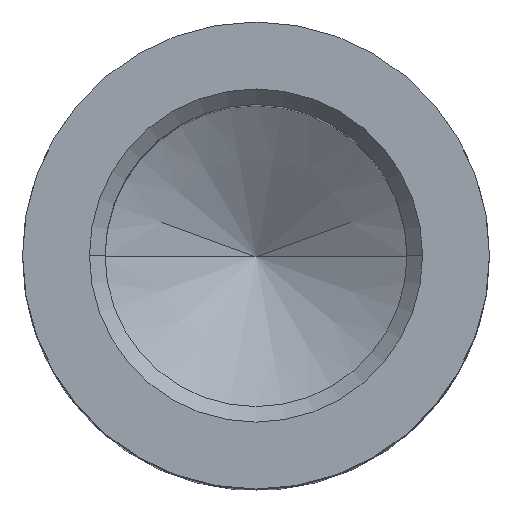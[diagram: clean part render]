
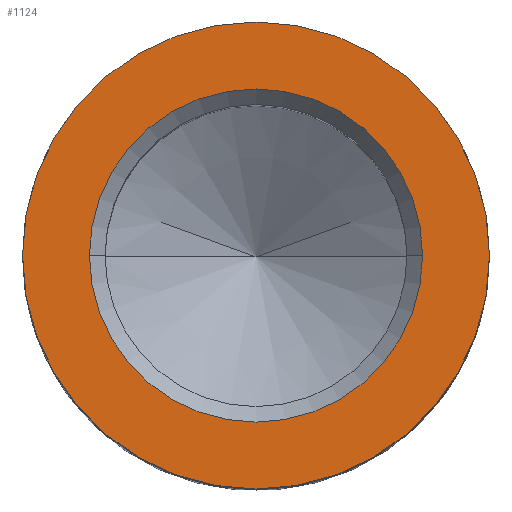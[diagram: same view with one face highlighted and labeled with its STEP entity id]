
A CAD part, top view. The second image highlights one B-rep face of the part: STEP entity #1124.
In plain terms, the highlighted planar face has unit normal (0, 0, 1).
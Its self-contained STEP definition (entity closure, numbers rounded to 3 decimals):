
#379=CARTESIAN_POINT('',(0.,0.,50.76));
#380=DIRECTION('',(0.,0.,-1.));
#381=DIRECTION('',(-1.,0.,0.));
#382=AXIS2_PLACEMENT_3D('',#379,#380,#381);
#384=CARTESIAN_POINT('',(0.,0.,50.76));
#385=DIRECTION('',(0.,0.,-1.));
#386=DIRECTION('',(1.,0.,0.));
#387=AXIS2_PLACEMENT_3D('',#384,#385,#386);
#389=CARTESIAN_POINT('',(0.,0.,50.76));
#390=DIRECTION('',(0.,0.,1.));
#391=DIRECTION('',(1.,0.,0.));
#392=AXIS2_PLACEMENT_3D('',#389,#390,#391);
#394=CARTESIAN_POINT('',(0.,0.,50.76));
#395=DIRECTION('',(0.,0.,1.));
#396=DIRECTION('',(-1.,0.,0.));
#397=AXIS2_PLACEMENT_3D('',#394,#395,#396);
#579=CARTESIAN_POINT('',(-15.,0.,50.76));
#580=VERTEX_POINT('',#579);
#581=CARTESIAN_POINT('',(15.,0.,50.76));
#582=VERTEX_POINT('',#581);
#601=CARTESIAN_POINT('',(10.7,0.,50.76));
#602=CARTESIAN_POINT('',(-10.7,0.,50.76));
#603=VERTEX_POINT('',#601);
#604=VERTEX_POINT('',#602);
#1109=CARTESIAN_POINT('',(0.,0.,50.76));
#1110=DIRECTION('',(0.,0.,-1.));
#1111=DIRECTION('',(1.,0.,0.));
#1112=AXIS2_PLACEMENT_3D('',#1109,#1110,#1111);
#1113=PLANE('',#1112);
#1114=ORIENTED_EDGE('',*,*,#1104,.T.);
#1115=ORIENTED_EDGE('',*,*,#1088,.T.);
#1116=EDGE_LOOP('',(#1114,#1115));
#1117=FACE_OUTER_BOUND('',#1116,.F.);
#1119=ORIENTED_EDGE('',*,*,#1118,.T.);
#1121=ORIENTED_EDGE('',*,*,#1120,.T.);
#1122=EDGE_LOOP('',(#1119,#1121));
#1123=FACE_BOUND('',#1122,.F.);
#1124=ADVANCED_FACE('',(#1117,#1123),#1113,.F.);
#383=CIRCLE('',#382,15.);
#388=CIRCLE('',#387,15.);
#393=CIRCLE('',#392,10.7);
#398=CIRCLE('',#397,10.7);
#1088=EDGE_CURVE('',#582,#580,#388,.T.);
#1104=EDGE_CURVE('',#580,#582,#383,.T.);
#1118=EDGE_CURVE('',#603,#604,#393,.T.);
#1120=EDGE_CURVE('',#604,#603,#398,.T.);
